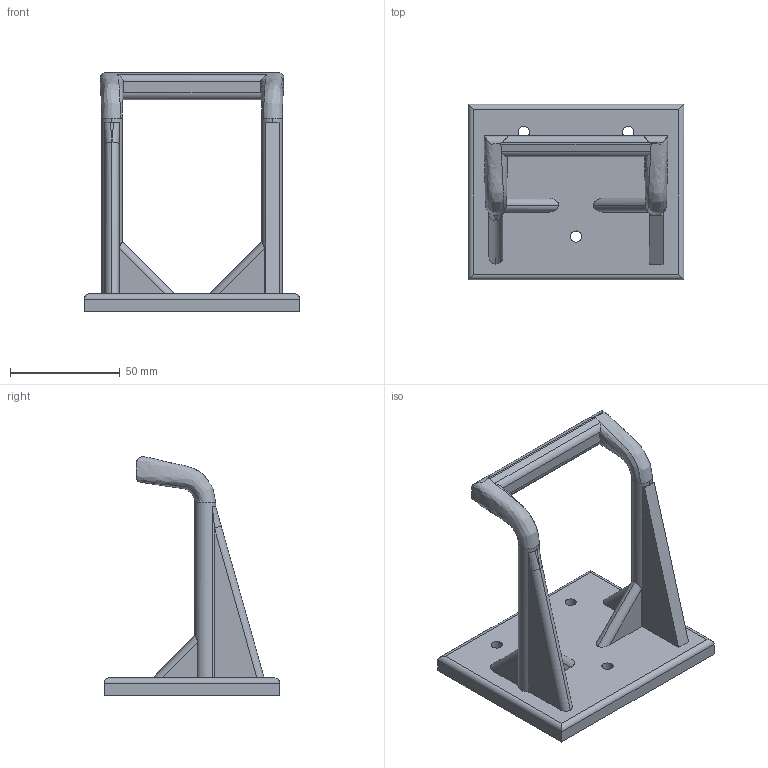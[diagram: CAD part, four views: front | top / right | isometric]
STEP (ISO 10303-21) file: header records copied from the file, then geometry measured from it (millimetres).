
FILE_DESCRIPTION (( 'STEP AP203' ), '1' );
FILE_NAME ('1027.STEP', '2010-08-19T17:43:26', ( '' ), ( '' ), 'SwSTEP 2.0', 'SolidWorks 2010', '' );
FILE_SCHEMA (( 'CONFIG_CONTROL_DESIGN' ));
Length unit declared in the file: inch
Products named in the file (1): 1027
Bounding box: 98.42 x 80.01 x 108.85 mm (x, y, z)
Volume: 103067.6 mm3; surface area: 32772.3 mm2
Topology: 1 solids, 1 shells, 84 faces, 232 edges, 152 vertices
Faces by surface type: cylinder 38, plane 30, bspline 16
Entity records: 6755 total; most frequent: CARTESIAN_POINT 4711, ORIENTED_EDGE 464, DIRECTION 332, EDGE_CURVE 232, VERTEX_POINT 152, AXIS2_PLACEMENT_3D 117, LINE 98, VECTOR 98
